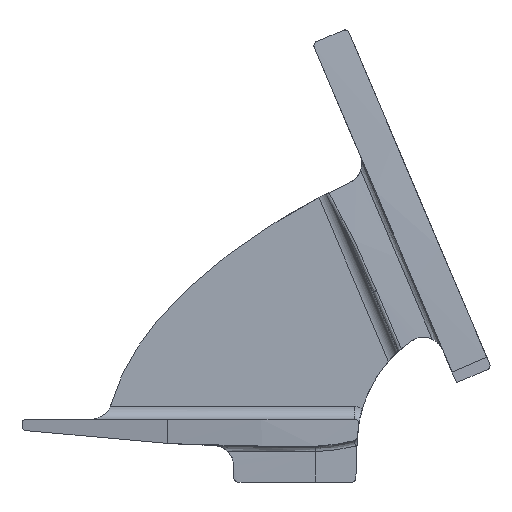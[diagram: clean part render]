
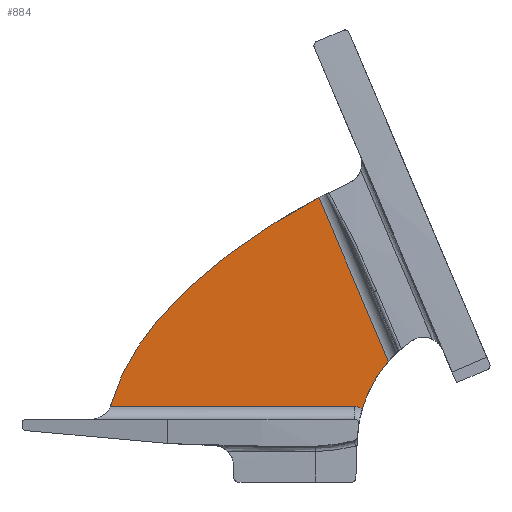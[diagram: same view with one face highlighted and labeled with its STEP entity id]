
A CAD part, front view. The second image highlights one B-rep face of the part: STEP entity #884.
In plain terms, the highlighted planar face has unit normal (0, -1, 0).
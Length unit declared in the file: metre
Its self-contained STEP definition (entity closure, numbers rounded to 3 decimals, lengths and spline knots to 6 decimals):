
#60=B_SPLINE_CURVE_WITH_KNOTS('',3,(#1362,#1363,#1364,#1365),
 .UNSPECIFIED.,.F.,.F.,(4,4),(0.,1.),.PIECEWISE_BEZIER_KNOTS.);
#114=LINE('',#1353,#175);
#115=LINE('',#1360,#176);
#175=VECTOR('',#1039,1.);
#176=VECTOR('',#1044,1.);
#254=ORIENTED_EDGE('',*,*,#531,.T.);
#255=ORIENTED_EDGE('',*,*,#532,.T.);
#256=ORIENTED_EDGE('',*,*,#533,.T.);
#257=ORIENTED_EDGE('',*,*,#534,.T.);
#258=ORIENTED_EDGE('',*,*,#535,.F.);
#259=ORIENTED_EDGE('',*,*,#536,.T.);
#531=EDGE_CURVE('',#669,#670,#114,.T.);
#532=EDGE_CURVE('',#670,#671,#734,.F.);
#533=EDGE_CURVE('',#671,#672,#735,.T.);
#534=EDGE_CURVE('',#672,#673,#115,.T.);
#535=EDGE_CURVE('',#674,#673,#60,.T.);
#536=EDGE_CURVE('',#674,#669,#736,.F.);
#669=VERTEX_POINT('',#1354);
#670=VERTEX_POINT('',#1355);
#671=VERTEX_POINT('',#1357);
#672=VERTEX_POINT('',#1359);
#673=VERTEX_POINT('',#1361);
#674=VERTEX_POINT('',#1366);
#734=CIRCLE('',#950,0.004);
#735=CIRCLE('',#951,0.03);
#736=CIRCLE('',#952,0.005);
#762=EDGE_LOOP('',(#254,#255,#256,#257,#258,#259));
#816=FACE_BOUND('',#762,.T.);
#868=PLANE('',#949);
#884=ADVANCED_FACE('',(#816),#868,.T.);
#949=AXIS2_PLACEMENT_3D('',#1352,#1037,#1038);
#950=AXIS2_PLACEMENT_3D('',#1356,#1040,#1041);
#951=AXIS2_PLACEMENT_3D('',#1358,#1042,#1043);
#952=AXIS2_PLACEMENT_3D('',#1367,#1045,#1046);
#1037=DIRECTION('',(0.,-1.,0.));
#1038=DIRECTION('',(1.,0.,0.));
#1039=DIRECTION('',(1.,0.,0.));
#1040=DIRECTION('',(0.,-1.,0.));
#1041=DIRECTION('',(0.,0.,-1.));
#1042=DIRECTION('',(0.,1.,0.));
#1043=DIRECTION('',(0.,0.,-1.));
#1044=DIRECTION('',(-0.391,0.,0.921));
#1045=DIRECTION('',(0.,-1.,0.));
#1046=DIRECTION('',(0.,0.,-1.));
#1352=CARTESIAN_POINT('',(-0.045,-0.0025,0.032218));
#1353=CARTESIAN_POINT('',(-0.045,-0.0025,0.009));
#1354=CARTESIAN_POINT('',(-0.088907,-0.0025,0.009));
#1355=CARTESIAN_POINT('',(-0.030594,-0.0025,0.009));
#1356=CARTESIAN_POINT('',(-0.030594,-0.0025,0.005));
#1357=CARTESIAN_POINT('',(-0.028755,-0.0025,0.008552));
#1358=CARTESIAN_POINT('',(0.,-0.0025,0.));
#1359=CARTESIAN_POINT('',(-0.022531,-0.0025,0.019808));
#1360=CARTESIAN_POINT('',(-0.039196,-0.0025,0.059068));
#1361=CARTESIAN_POINT('',(-0.039113,-0.0025,0.058873));
#1362=CARTESIAN_POINT('',(-0.09,-0.0025,0.));
#1363=CARTESIAN_POINT('',(-0.09,-0.0025,0.0289));
#1364=CARTESIAN_POINT('',(-0.054015,-0.0025,0.053117));
#1365=CARTESIAN_POINT('',(-0.027351,-0.0025,0.064435));
#1366=CARTESIAN_POINT('',(-0.088667,-0.0025,0.009677));
#1367=CARTESIAN_POINT('',(-0.093489,-0.0025,0.011));
